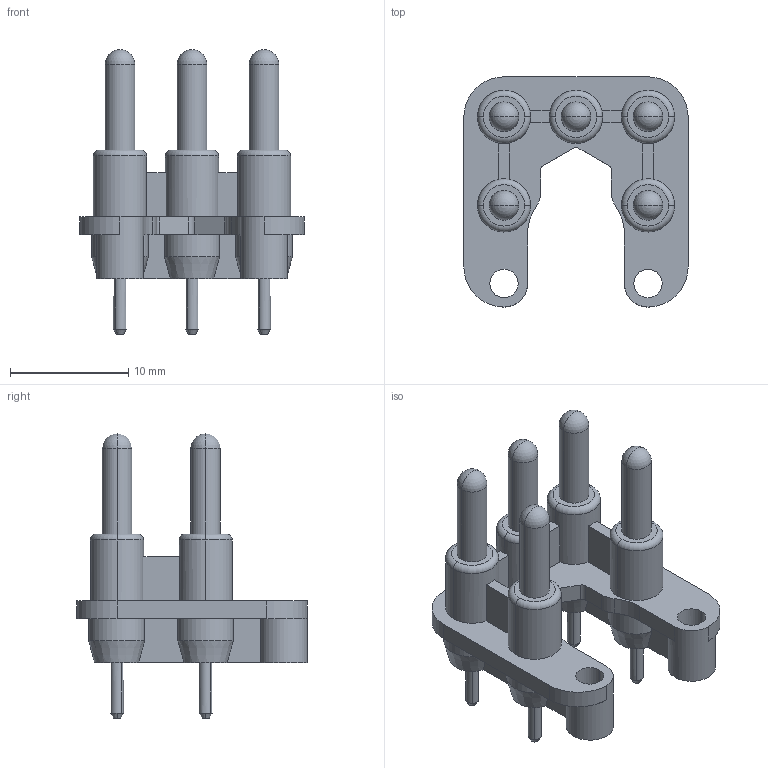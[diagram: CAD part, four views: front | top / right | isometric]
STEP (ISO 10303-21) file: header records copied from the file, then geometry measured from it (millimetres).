
FILE_DESCRIPTION(('Creo Elements/Direct Modeling STEP Export'),'2;1');
FILE_NAME('0lndrr054u6k5f43644','2020-09-28T13:16:43',(''),(''),'Creo Elements/Direct Modeling STEP processor for AP214 (Solid Model)','Creo Elements/Direct Modeling 20.1B 02-Apr-2019 (C) Parametric Technology GmbH','');
FILE_SCHEMA(('AUTOMOTIVE_DESIGN { 1 0 10303 214 1 1 1 1 }'));
Length unit declared in the file: millimetre
Products named in the file (2): CIF_Q05_2.4
Assembly tree (1 placements, depth 2):
  CIF_Q05_2.4
    CIF_Q05_2.4
Bounding box: 19 x 19.5 x 24.1 mm (x, y, z)
Volume: 1503 mm3; surface area: 1940.2 mm2
Topology: 1 solids, 1 shells, 144 faces, 405 edges, 264 vertices
Faces by surface type: cylinder 57, plane 47, cone 20, sphere 10, torus 10
Entity records: 4851 total; most frequent: CARTESIAN_POINT 951, ORIENTED_EDGE 790, DIRECTION 692, EDGE_CURVE 395, AXIS2_PLACEMENT_3D 265, VERTEX_POINT 264, VECTOR 162, LINE 162
